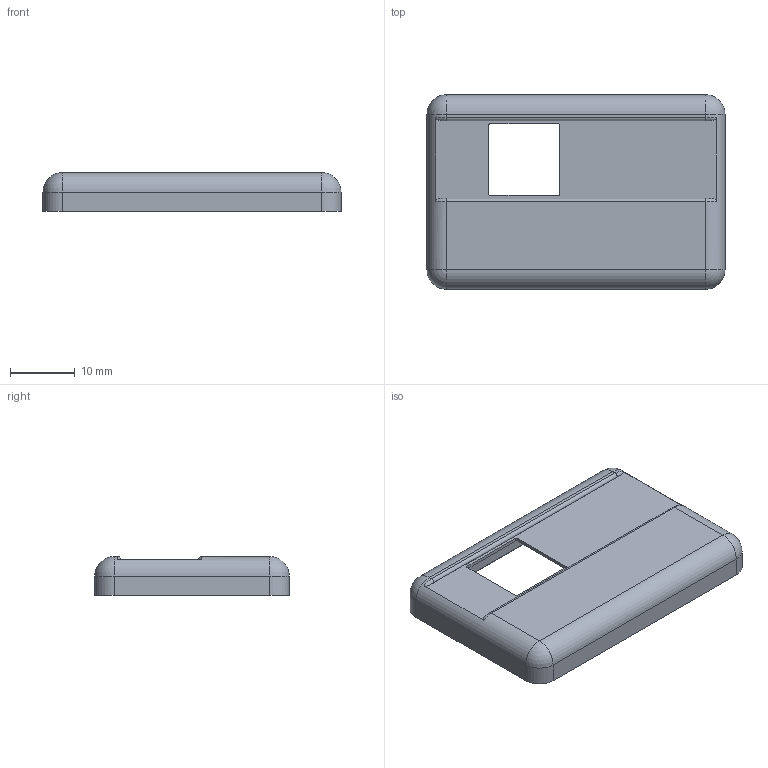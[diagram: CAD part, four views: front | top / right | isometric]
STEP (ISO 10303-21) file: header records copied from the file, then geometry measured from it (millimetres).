
FILE_DESCRIPTION(('FreeCAD Model'),'2;1');
FILE_NAME('Open CASCADE Shape Model','2024-07-07T09:37:51',('Author'),( ''),'Open CASCADE STEP processor 7.6','FreeCAD','Unknown');
FILE_SCHEMA(('AUTOMOTIVE_DESIGN { 1 0 10303 214 1 1 1 1 }'));
Length unit declared in the file: millimetre
Products named in the file (1): TopOneButton
Bounding box: 46 x 30 x 6 mm (x, y, z)
Volume: 2144.7 mm3; surface area: 3964.6 mm2
Topology: 1 solids, 1 shells, 68 faces, 170 edges, 106 vertices
Faces by surface type: cylinder 32, plane 28, sphere 4, torus 4
Full cylindrical faces by diameter (mm): 2 x4
Entity records: 2314 total; most frequent: CARTESIAN_POINT 653, DIRECTION 354, ORIENTED_EDGE 332, EDGE_CURVE 166, AXIS2_PLACEMENT_3D 131, VERTEX_POINT 106, LINE 92, VECTOR 92
